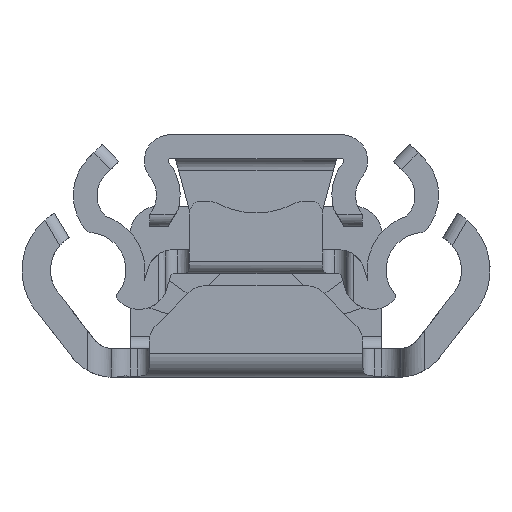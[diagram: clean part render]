
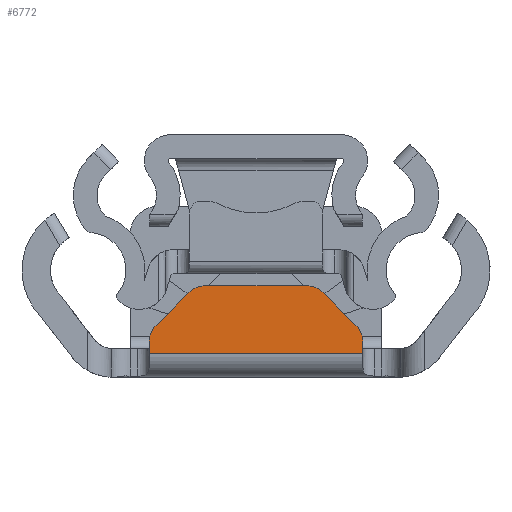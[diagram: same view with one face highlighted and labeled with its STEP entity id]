
A CAD part, left-side view. The second image highlights one B-rep face of the part: STEP entity #6772.
In plain terms, the highlighted planar face has unit normal (-1, 0, 0).
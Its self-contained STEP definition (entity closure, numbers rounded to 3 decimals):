
#19 = VECTOR ( 'NONE', #4890, 1000. ) ;
#92 = LINE ( 'NONE', #7186, #367 ) ;
#367 = VECTOR ( 'NONE', #2794, 1000. ) ;
#422 = VERTEX_POINT ( 'NONE', #8780 ) ;
#431 = CARTESIAN_POINT ( 'NONE',  ( 1.3, -4.207, 2.175 ) ) ;
#504 = EDGE_CURVE ( 'NONE', #7939, #3923, #2094, .T. ) ;
#621 = FACE_OUTER_BOUND ( 'NONE', #1317, .T. ) ;
#667 = DIRECTION ( 'NONE',  ( 0., 0., 1. ) ) ;
#765 = CARTESIAN_POINT ( 'NONE',  ( 1.3, 4.5, 1.468 ) ) ;
#811 = CARTESIAN_POINT ( 'NONE',  ( 1.3, 0., 3.85 ) ) ;
#853 = DIRECTION ( 'NONE',  ( 0., 1., 0. ) ) ;
#935 = ORIENTED_EDGE ( 'NONE', *, *, #504, .T. ) ;
#980 = EDGE_CURVE ( 'NONE', #6684, #7382, #92, .T. ) ;
#1052 = VERTEX_POINT ( 'NONE', #2429 ) ;
#1144 = CIRCLE ( 'NONE', #7024, 1. ) ;
#1222 = LINE ( 'NONE', #6055, #6701 ) ;
#1317 = EDGE_LOOP ( 'NONE', ( #7980, #8715, #7089, #3570, #6407, #7146, #935, #8630, #6982, #2368 ) ) ;
#1371 = DIRECTION ( 'NONE',  ( 0., 0., 1. ) ) ;
#1372 = DIRECTION ( 'NONE',  ( 0., 0., 1. ) ) ;
#1556 = CIRCLE ( 'NONE', #5439, 1. ) ;
#1585 = DIRECTION ( 'NONE',  ( 0., 0., 1. ) ) ;
#1606 = DIRECTION ( 'NONE',  ( 0., -1., 0. ) ) ;
#1630 = VERTEX_POINT ( 'NONE', #765 ) ;
#1798 = CARTESIAN_POINT ( 'NONE',  ( 1.3, -2.118, 3.85 ) ) ;
#1803 = EDGE_CURVE ( 'NONE', #1052, #4531, #2143, .T. ) ;
#1836 = DIRECTION ( 'NONE',  ( 0., 0., 1. ) ) ;
#1930 = EDGE_CURVE ( 'NONE', #6684, #7939, #5642, .T. ) ;
#2034 = DIRECTION ( 'NONE',  ( -1., 0., 0. ) ) ;
#2094 = LINE ( 'NONE', #811, #3629 ) ;
#2143 = LINE ( 'NONE', #6313, #3331 ) ;
#2163 = CARTESIAN_POINT ( 'NONE',  ( 1.3, 4.5, -0.3 ) ) ;
#2368 = ORIENTED_EDGE ( 'NONE', *, *, #7988, .T. ) ;
#2429 = CARTESIAN_POINT ( 'NONE',  ( 1.3, 4.5, 1. ) ) ;
#2574 = CARTESIAN_POINT ( 'NONE',  ( 1.3, 2.118, 3.85 ) ) ;
#2612 = PLANE ( 'NONE',  #4217 ) ;
#2694 = DIRECTION ( 'NONE',  ( 0., 0., 1. ) ) ;
#2794 = DIRECTION ( 'NONE',  ( 0., -0.707, -0.707 ) ) ;
#3194 = EDGE_CURVE ( 'NONE', #422, #7382, #7095, .T. ) ;
#3331 = VECTOR ( 'NONE', #1606, 1000. ) ;
#3428 = CARTESIAN_POINT ( 'NONE',  ( 1.3, -3.5, 1.468 ) ) ;
#3570 = ORIENTED_EDGE ( 'NONE', *, *, #3194, .T. ) ;
#3629 = VECTOR ( 'NONE', #853, 1000. ) ;
#3678 = LINE ( 'NONE', #2163, #7155 ) ;
#3724 = CARTESIAN_POINT ( 'NONE',  ( 1.3, 4.207, 2.175 ) ) ;
#3923 = VERTEX_POINT ( 'NONE', #2574 ) ;
#4173 = CARTESIAN_POINT ( 'NONE',  ( 1.3, 3.191, 3.191 ) ) ;
#4190 = DIRECTION ( 'NONE',  ( -1., 0., 0. ) ) ;
#4217 = AXIS2_PLACEMENT_3D ( 'NONE', #5356, #4190, #667 ) ;
#4256 = DIRECTION ( 'NONE',  ( -1., 0., 0. ) ) ;
#4531 = VERTEX_POINT ( 'NONE', #8706 ) ;
#4890 = DIRECTION ( 'NONE',  ( 0., 0.707, -0.707 ) ) ;
#4928 = DIRECTION ( 'NONE',  ( 0., 0., 1. ) ) ;
#5243 = CARTESIAN_POINT ( 'NONE',  ( 1.3, 3.5, 1.468 ) ) ;
#5356 = CARTESIAN_POINT ( 'NONE',  ( 1.3, 0., -0.3 ) ) ;
#5439 = AXIS2_PLACEMENT_3D ( 'NONE', #6277, #4256, #4928 ) ;
#5642 = CIRCLE ( 'NONE', #6209, 1. ) ;
#5867 = VERTEX_POINT ( 'NONE', #6559 ) ;
#6055 = CARTESIAN_POINT ( 'NONE',  ( 1.3, -4.5, -0.3 ) ) ;
#6123 = DIRECTION ( 'NONE',  ( -1., 0., 0. ) ) ;
#6209 = AXIS2_PLACEMENT_3D ( 'NONE', #7028, #2034, #1371 ) ;
#6277 = CARTESIAN_POINT ( 'NONE',  ( 1.3, 2.118, 2.85 ) ) ;
#6313 = CARTESIAN_POINT ( 'NONE',  ( 1.3, -4.5, 1. ) ) ;
#6407 = ORIENTED_EDGE ( 'NONE', *, *, #980, .F. ) ;
#6559 = CARTESIAN_POINT ( 'NONE',  ( 1.3, 2.825, 3.557 ) ) ;
#6684 = VERTEX_POINT ( 'NONE', #6696 ) ;
#6696 = CARTESIAN_POINT ( 'NONE',  ( 1.3, -2.825, 3.557 ) ) ;
#6701 = VECTOR ( 'NONE', #2694, 1000. ) ;
#6772 = ADVANCED_FACE ( 'NONE', ( #621 ), #2612, .T. ) ;
#6982 = ORIENTED_EDGE ( 'NONE', *, *, #7680, .T. ) ;
#7024 = AXIS2_PLACEMENT_3D ( 'NONE', #5243, #7985, #1836 ) ;
#7028 = CARTESIAN_POINT ( 'NONE',  ( 1.3, -2.118, 2.85 ) ) ;
#7089 = ORIENTED_EDGE ( 'NONE', *, *, #7150, .T. ) ;
#7095 = CIRCLE ( 'NONE', #7813, 1. ) ;
#7146 = ORIENTED_EDGE ( 'NONE', *, *, #1930, .T. ) ;
#7150 = EDGE_CURVE ( 'NONE', #4531, #422, #1222, .T. ) ;
#7155 = VECTOR ( 'NONE', #1585, 1000. ) ;
#7186 = CARTESIAN_POINT ( 'NONE',  ( 1.3, -3.191, 3.191 ) ) ;
#7280 = EDGE_CURVE ( 'NONE', #1052, #1630, #3678, .T. ) ;
#7382 = VERTEX_POINT ( 'NONE', #431 ) ;
#7420 = VERTEX_POINT ( 'NONE', #3724 ) ;
#7584 = LINE ( 'NONE', #4173, #19 ) ;
#7680 = EDGE_CURVE ( 'NONE', #5867, #7420, #7584, .T. ) ;
#7813 = AXIS2_PLACEMENT_3D ( 'NONE', #3428, #6123, #1372 ) ;
#7939 = VERTEX_POINT ( 'NONE', #1798 ) ;
#7980 = ORIENTED_EDGE ( 'NONE', *, *, #7280, .F. ) ;
#7985 = DIRECTION ( 'NONE',  ( -1., 0., 0. ) ) ;
#7988 = EDGE_CURVE ( 'NONE', #7420, #1630, #1144, .T. ) ;
#8163 = EDGE_CURVE ( 'NONE', #3923, #5867, #1556, .T. ) ;
#8630 = ORIENTED_EDGE ( 'NONE', *, *, #8163, .T. ) ;
#8706 = CARTESIAN_POINT ( 'NONE',  ( 1.3, -4.5, 1. ) ) ;
#8715 = ORIENTED_EDGE ( 'NONE', *, *, #1803, .T. ) ;
#8780 = CARTESIAN_POINT ( 'NONE',  ( 1.3, -4.5, 1.468 ) ) ;
